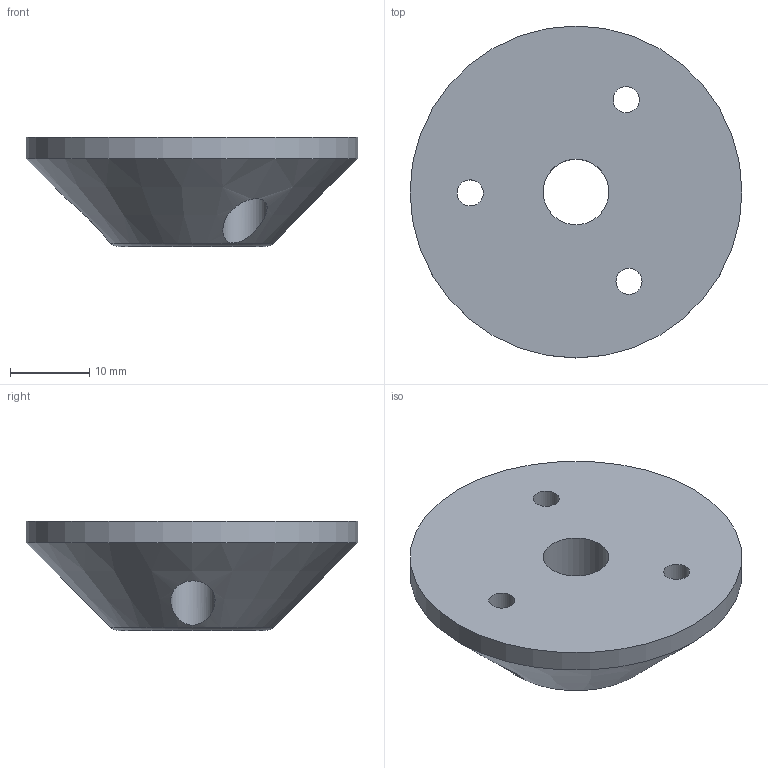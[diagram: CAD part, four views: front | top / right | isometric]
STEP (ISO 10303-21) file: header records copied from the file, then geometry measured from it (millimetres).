
FILE_DESCRIPTION(('HOOPS Exchange Step'),'2;1');
FILE_NAME('temp_export','2024-03-28T18:40:28-05:00',('vinniefranco'),('Shapr3D Limited'),'HOOPS Exchange 2023.2','Shapr3D','Authorized');
FILE_SCHEMA( ('AUTOMOTIVE_DESIGN { 1 0 10303 214 1 1 1 1 }') );
Length unit declared in the file: millimetre
Products named in the file (1): Mount
Bounding box: 42 x 42 x 13.8 mm (x, y, z)
Volume: 11149.8 mm3; surface area: 4173.3 mm2
Topology: 1 solids, 1 shells, 15 faces, 47 edges, 36 vertices
Faces by surface type: cylinder 8, plane 5, cone 1, torus 1
Full cylindrical faces by diameter (mm): 3.3 x3, 5.6 x3, 8.3 x1, 42 x1
Entity records: 1498 total; most frequent: CARTESIAN_POINT 1011, DIRECTION 100, ORIENTED_EDGE 94, EDGE_CURVE 47, AXIS2_PLACEMENT_3D 45, VERTEX_POINT 36, CIRCLE 29, EDGE_LOOP 25
